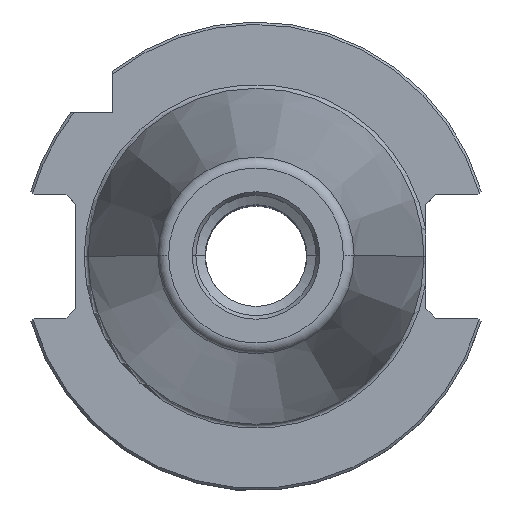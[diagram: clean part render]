
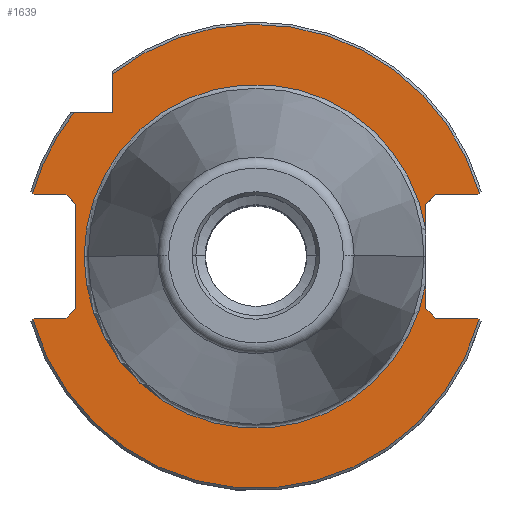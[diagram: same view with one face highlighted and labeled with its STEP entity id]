
A CAD part, top view. The second image highlights one B-rep face of the part: STEP entity #1639.
In plain terms, the highlighted planar face has unit normal (0, 0, 1).
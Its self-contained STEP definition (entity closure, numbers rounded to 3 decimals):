
#907=EDGE_CURVE('NONE',#1791,#1349,#2592,.T.);
#913=EDGE_CURVE('NONE',#2371,#1349,#2600,.T.);
#973=VERTEX_POINT('NONE',#2670);
#1003=VERTEX_POINT('NONE',#2705);
#1051=EDGE_CURVE('NONE',#2209,#1081,#2759,.T.);
#1081=VERTEX_POINT('NONE',#2791);
#1095=EDGE_CURVE('NONE',#1605,#2201,#2808,.T.);
#1101=EDGE_CURVE('NONE',#973,#1701,#2814,.T.);
#1179=EDGE_CURVE('NONE',#1701,#1905,#2902,.T.);
#1195=VERTEX_POINT('NONE',#2920);
#1247=EDGE_CURVE('NONE',#1655,#1605,#2982,.T.);
#1285=EDGE_CURVE('NONE',#2213,#1913,#3022,.T.);
#1299=EDGE_CURVE('NONE',#1195,#1357,#3037,.T.);
#1349=VERTEX_POINT('NONE',#3098);
#1357=VERTEX_POINT('NONE',#3106);
#1447=EDGE_CURVE('NONE',#1905,#2209,#3211,.T.);
#1487=VERTEX_POINT('NONE',#3256);
#1515=EDGE_CURVE('NONE',#1655,#1003,#3286,.T.);
#1585=EDGE_CURVE('NONE',#1913,#2183,#3366,.T.);
#1605=VERTEX_POINT('NONE',#3387);
#1609=EDGE_CURVE('NONE',#1081,#2485,#3391,.T.);
#1619=EDGE_CURVE('NONE',#1487,#2371,#3401,.T.);
#1625=EDGE_CURVE('NONE',#2201,#973,#3407,.T.);
#1639=ADVANCED_FACE('NONE',(#3423),#3424,.T.);
#1651=EDGE_CURVE('NONE',#2481,#2483,#3436,.T.);
#1655=VERTEX_POINT('NONE',#3440);
#1701=VERTEX_POINT('NONE',#3488);
#1717=EDGE_CURVE('NONE',#2485,#2213,#3506,.T.);
#1791=VERTEX_POINT('NONE',#3588);
#1881=EDGE_CURVE('NONE',#2175,#1357,#3686,.T.);
#1905=VERTEX_POINT('NONE',#3714);
#1913=VERTEX_POINT('NONE',#3722);
#1923=EDGE_CURVE('NONE',#2483,#1003,#3732,.T.);
#2021=EDGE_CURVE('NONE',#2481,#2175,#3845,.T.);
#2103=EDGE_CURVE('NONE',#2183,#1487,#3937,.T.);
#2175=VERTEX_POINT('NONE',#4014);
#2183=VERTEX_POINT('NONE',#4023);
#2201=VERTEX_POINT('NONE',#4041);
#2209=VERTEX_POINT('NONE',#4049);
#2213=VERTEX_POINT('NONE',#4053);
#2291=EDGE_CURVE('NONE',#1791,#1195,#4135,.T.);
#2371=VERTEX_POINT('NONE',#4220);
#2481=VERTEX_POINT('NONE',#4339);
#2483=VERTEX_POINT('NONE',#4341);
#2485=VERTEX_POINT('NONE',#4343);
#2592=LINE('',#4469,#4470);
#2600=LINE('',#4479,#4480);
#2670=CARTESIAN_POINT('',(-29.85,29.85,-3.2));
#2705=CARTESIAN_POINT('',(37.3,12.85,-3.2));
#2759=LINE('',#4698,#4699);
#2791=CARTESIAN_POINT('',(-39.5,12.85,-3.2));
#2808=CIRCLE('',#4766,48.225);
#2814=LINE('',#4776,#4777);
#2902=CIRCLE('',#4908,48.225);
#2920=CARTESIAN_POINT('',(35.3,-10.85,-3.2));
#2982=LINE('',#5013,#5014);
#3022=LINE('',#5072,#5073);
#3037=LINE('',#5106,#5107);
#3098=CARTESIAN_POINT('',(46.066,-12.85,-3.2));
#3106=CARTESIAN_POINT('',(35.3,-5.494,-3.2));
#3211=LINE('',#5385,#5386);
#3256=CARTESIAN_POINT('',(-46.39,-13.175,-3.2));
#3286=LINE('',#5500,#5501);
#3366=LINE('',#5639,#5640);
#3387=CARTESIAN_POINT('',(46.39,13.175,-3.2));
#3391=LINE('',#5678,#5679);
#3401=CIRCLE('',#5694,48.225);
#3407=LINE('',#5703,#5704);
#3423=FACE_OUTER_BOUND('',#5725,.T.);
#3424=PLANE('',#5726);
#3436=LINE('',#5747,#5748);
#3440=CARTESIAN_POINT('',(46.066,12.85,-3.2));
#3488=CARTESIAN_POINT('',(-37.876,29.85,-3.2));
#3506=LINE('',#5840,#5841);
#3588=CARTESIAN_POINT('',(37.3,-12.85,-3.2));
#3686=CIRCLE('',#6205,35.725);
#3714=CARTESIAN_POINT('',(-46.39,13.175,-3.2));
#3722=CARTESIAN_POINT('',(-39.5,-12.85,-3.2));
#3732=LINE('',#6266,#6267);
#3845=CIRCLE('',#6416,35.725);
#3937=LINE('',#6545,#6546);
#4014=CARTESIAN_POINT('',(-35.725,0.,-3.2));
#4023=CARTESIAN_POINT('',(-46.066,-12.85,-3.2));
#4041=CARTESIAN_POINT('',(-29.85,37.876,-3.2));
#4049=CARTESIAN_POINT('',(-46.066,12.85,-3.2));
#4053=CARTESIAN_POINT('',(-37.5,-10.85,-3.2));
#4135=LINE('',#6850,#6851);
#4220=CARTESIAN_POINT('',(46.39,-13.175,-3.2));
#4339=CARTESIAN_POINT('',(35.3,5.494,-3.2));
#4341=CARTESIAN_POINT('',(35.3,10.85,-3.2));
#4343=CARTESIAN_POINT('',(-37.5,10.85,-3.2));
#4469=CARTESIAN_POINT('',(0.,-12.85,-3.2));
#4470=VECTOR('',#7299,1000.0);
#4479=CARTESIAN_POINT('',(45.916,-12.7,-3.2));
#4480=VECTOR('',#7316,1000.0);
#4698=CARTESIAN_POINT('',(0.,12.85,-3.2));
#4699=VECTOR('',#7532,1000.0);
#4766=AXIS2_PLACEMENT_3D('',#7596,#7597,#7598);
#4776=CARTESIAN_POINT('',(0.,29.85,-3.2));
#4777=VECTOR('',#7603,1000.0);
#4908=AXIS2_PLACEMENT_3D('',#7724,#7725,#7726);
#5013=CARTESIAN_POINT('',(46.916,13.7,-3.2));
#5014=VECTOR('',#7848,1000.0);
#5072=CARTESIAN_POINT('',(-37.5,-10.85,-3.2));
#5073=VECTOR('',#7874,1000.0);
#5106=CARTESIAN_POINT('',(35.3,-35.725,-3.2));
#5107=VECTOR('',#7886,1000.0);
#5385=CARTESIAN_POINT('',(-46.916,13.7,-3.2));
#5386=VECTOR('',#8143,1000.0);
#5500=CARTESIAN_POINT('',(0.,12.85,-3.2));
#5501=VECTOR('',#8228,1000.0);
#5639=CARTESIAN_POINT('',(0.,-12.85,-3.2));
#5640=VECTOR('',#8342,1000.0);
#5678=CARTESIAN_POINT('',(-37.5,10.85,-3.2));
#5679=VECTOR('',#8362,1000.0);
#5694=AXIS2_PLACEMENT_3D('',#8363,#8364,#8365);
#5703=CARTESIAN_POINT('',(-29.85,-35.725,-3.2));
#5704=VECTOR('',#8367,1000.0);
#5725=EDGE_LOOP('',(#8391,#8392,#8393,#8394,#8395,#8396,#8397,#8398,#8399,#8400,#8401,#8402,#8403,#8404,#8405,#8406,#8407,#8408,#8409,#8410,#8411,#8412));
#5726=AXIS2_PLACEMENT_3D('',#8413,#8414,#8415);
#5747=CARTESIAN_POINT('',(35.3,-35.725,-3.2));
#5748=VECTOR('',#8417,1000.0);
#5840=CARTESIAN_POINT('',(-37.5,-35.725,-3.2));
#5841=VECTOR('',#8478,1000.0);
#6205=AXIS2_PLACEMENT_3D('',#8673,#8674,#8675);
#6266=CARTESIAN_POINT('',(37.3,12.85,-3.2));
#6267=VECTOR('',#8727,1000.0);
#6416=AXIS2_PLACEMENT_3D('',#8893,#8894,#8895);
#6545=CARTESIAN_POINT('',(-46.916,-13.7,-3.2));
#6546=VECTOR('',#9002,1000.0);
#6850=CARTESIAN_POINT('',(37.3,-12.85,-3.2));
#6851=VECTOR('',#9166,1000.0);
#7299=DIRECTION('',(1.0,0.,-0.0));
#7316=DIRECTION('',(-0.707,0.707,0.0));
#7532=DIRECTION('',(1.0,0.,-0.0));
#7596=CARTESIAN_POINT('',(0.0,0.0,-3.2));
#7597=DIRECTION('',(0.0,0.0,1.0));
#7598=DIRECTION('',(-1.0,0.,0.0));
#7603=DIRECTION('',(-1.0,0.,0.0));
#7724=CARTESIAN_POINT('',(0.0,0.0,-3.2));
#7725=DIRECTION('',(0.0,0.0,1.0));
#7726=DIRECTION('',(-1.0,0.,0.0));
#7848=DIRECTION('',(0.707,0.707,0.0));
#7874=DIRECTION('',(-0.707,-0.707,0.0));
#7886=DIRECTION('',(0.,1.0,0.0));
#8143=DIRECTION('',(0.707,-0.707,-0.0));
#8228=DIRECTION('',(-1.0,0.,0.0));
#8342=DIRECTION('',(-1.0,0.,0.0));
#8362=DIRECTION('',(0.707,-0.707,-0.0));
#8363=CARTESIAN_POINT('',(0.0,0.0,-3.2));
#8364=DIRECTION('',(0.0,0.0,1.0));
#8365=DIRECTION('',(-1.0,0.,0.0));
#8367=DIRECTION('',(0.,-1.0,0.0));
#8391=ORIENTED_EDGE('',*,*,#1247,.T.);
#8392=ORIENTED_EDGE('',*,*,#1095,.T.);
#8393=ORIENTED_EDGE('',*,*,#1625,.T.);
#8394=ORIENTED_EDGE('',*,*,#1101,.T.);
#8395=ORIENTED_EDGE('',*,*,#1179,.T.);
#8396=ORIENTED_EDGE('',*,*,#1447,.T.);
#8397=ORIENTED_EDGE('',*,*,#1051,.T.);
#8398=ORIENTED_EDGE('',*,*,#1609,.T.);
#8399=ORIENTED_EDGE('',*,*,#1717,.T.);
#8400=ORIENTED_EDGE('',*,*,#1285,.T.);
#8401=ORIENTED_EDGE('',*,*,#1585,.T.);
#8402=ORIENTED_EDGE('',*,*,#2103,.T.);
#8403=ORIENTED_EDGE('',*,*,#1619,.T.);
#8404=ORIENTED_EDGE('',*,*,#913,.T.);
#8405=ORIENTED_EDGE('',*,*,#907,.F.);
#8406=ORIENTED_EDGE('',*,*,#2291,.T.);
#8407=ORIENTED_EDGE('',*,*,#1299,.T.);
#8408=ORIENTED_EDGE('',*,*,#1881,.F.);
#8409=ORIENTED_EDGE('',*,*,#2021,.F.);
#8410=ORIENTED_EDGE('',*,*,#1651,.T.);
#8411=ORIENTED_EDGE('',*,*,#1923,.T.);
#8412=ORIENTED_EDGE('',*,*,#1515,.F.);
#8413=CARTESIAN_POINT('',(0.,-35.725,-3.2));
#8414=DIRECTION('',(0.0,0.0,1.0));
#8415=DIRECTION('',(-1.0,0.,0.0));
#8417=DIRECTION('',(0.,1.0,0.0));
#8478=DIRECTION('',(0.,-1.0,0.0));
#8673=CARTESIAN_POINT('',(0.0,0.0,-3.2));
#8674=DIRECTION('',(0.0,0.0,1.0));
#8675=DIRECTION('',(-1.0,0.,0.0));
#8727=DIRECTION('',(0.707,0.707,0.0));
#8893=CARTESIAN_POINT('',(0.0,0.0,-3.2));
#8894=DIRECTION('',(0.0,0.0,1.0));
#8895=DIRECTION('',(-1.0,0.,0.0));
#9002=DIRECTION('',(-0.707,-0.707,0.0));
#9166=DIRECTION('',(-0.707,0.707,0.0));
